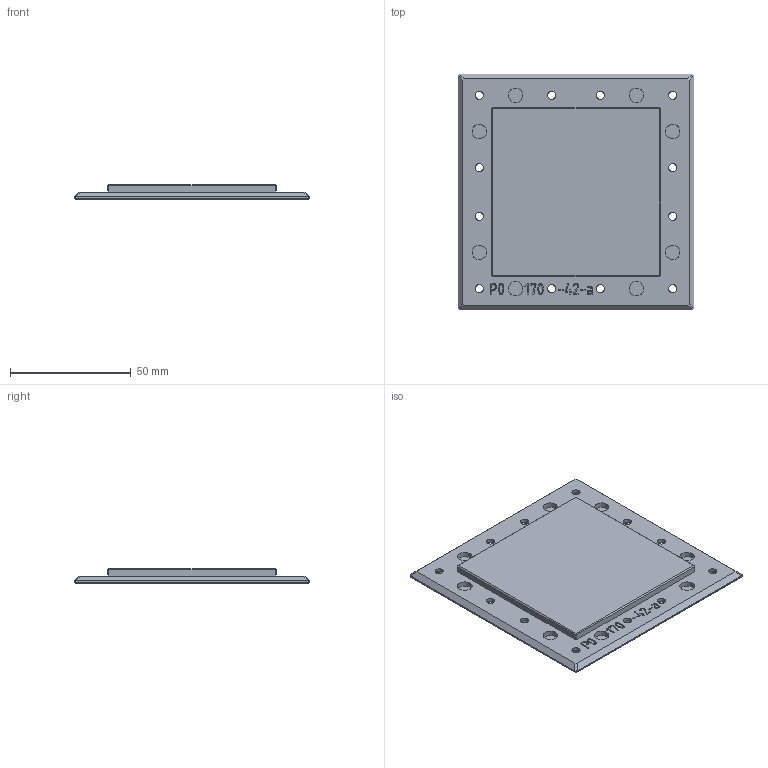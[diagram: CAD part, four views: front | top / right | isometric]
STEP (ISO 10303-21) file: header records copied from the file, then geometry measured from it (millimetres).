
FILE_DESCRIPTION(('FreeCAD Model'),'2;1');
FILE_NAME('Open CASCADE Shape Model','2023-10-22T17:01:59',(''),(''), 'Open CASCADE STEP processor 7.6','FreeCAD','Unknown');
FILE_SCHEMA(('AUTOMOTIVE_DESIGN { 1 0 10303 214 1 1 1 1 }'));
Length unit declared in the file: millimetre
Products named in the file (1): P0170-42-a_Grundplatte_mit_Magnethalter_100
Bounding box: 97.6 x 97.6 x 6 mm (x, y, z)
Volume: 41265 mm3; surface area: 20883.8 mm2
Topology: 1 solids, 1 shells, 270 faces, 691 edges, 446 vertices
Faces by surface type: extrusion 135, plane 99, cylinder 20, cone 12, bspline 4
Full cylindrical faces by diameter (mm): 3.4 x12, 6 x8
Entity records: 17734 total; most frequent: CARTESIAN_POINT 4668, DIRECTION 1940, VECTOR 1544, LINE 1409, ORIENTED_EDGE 1382, PCURVE 1382, DEFINITIONAL_REPRESENTATION 1382, B_SPLINE_CURVE_WITH_KNOTS 707
